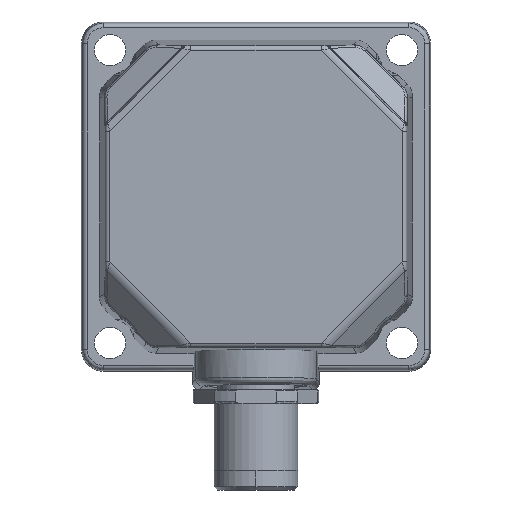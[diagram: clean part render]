
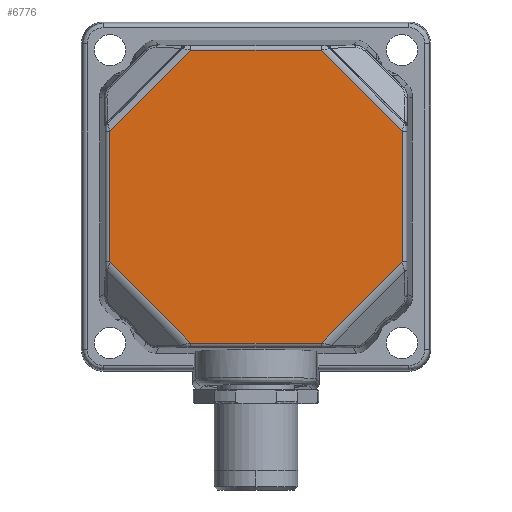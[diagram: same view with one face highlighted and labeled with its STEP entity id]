
A CAD part, front view. The second image highlights one B-rep face of the part: STEP entity #6776.
In plain terms, the highlighted planar face has unit normal (0, -1, 0).
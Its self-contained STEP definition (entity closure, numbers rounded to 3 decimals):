
#3019=DIRECTION('',(0.707,0.,0.707));
#3020=VECTOR('',#3019,16.474);
#3021=CARTESIAN_POINT('',(4.041,-9.375,-20.377));
#3022=LINE('',#3021,#3020);
#3023=DIRECTION('',(1.,0.,0.));
#3024=VECTOR('',#3023,18.621);
#3025=CARTESIAN_POINT('',(15.69,-9.375,-8.729));
#3026=LINE('',#3025,#3024);
#3027=DIRECTION('',(0.707,0.,-0.707));
#3028=VECTOR('',#3027,16.474);
#3029=CARTESIAN_POINT('',(34.31,-9.375,-8.728));
#3030=LINE('',#3029,#3028);
#3031=DIRECTION('',(0.,0.,-1.));
#3032=VECTOR('',#3031,18.621);
#3033=CARTESIAN_POINT('',(45.959,-9.375,-20.377));
#3034=LINE('',#3033,#3032);
#3035=DIRECTION('',(-0.707,0.,-0.707));
#3036=VECTOR('',#3035,16.474);
#3037=CARTESIAN_POINT('',(45.959,-9.375,-38.998));
#3038=LINE('',#3037,#3036);
#3039=DIRECTION('',(-1.,0.,0.));
#3040=VECTOR('',#3039,18.621);
#3041=CARTESIAN_POINT('',(34.31,-9.375,-50.647));
#3042=LINE('',#3041,#3040);
#3043=DIRECTION('',(-0.707,0.,0.707));
#3044=VECTOR('',#3043,16.474);
#3045=CARTESIAN_POINT('',(15.69,-9.375,-50.647));
#3046=LINE('',#3045,#3044);
#3047=DIRECTION('',(0.,0.,1.));
#3048=VECTOR('',#3047,18.621);
#3049=CARTESIAN_POINT('',(4.041,-9.375,-38.998));
#3050=LINE('',#3049,#3048);
#3705=CARTESIAN_POINT('',(15.69,-9.375,-8.729));
#3706=CARTESIAN_POINT('',(4.041,-9.375,-20.377));
#3707=VERTEX_POINT('',#3705);
#3708=VERTEX_POINT('',#3706);
#3709=CARTESIAN_POINT('',(4.041,-9.375,-38.998));
#3710=VERTEX_POINT('',#3709);
#3711=CARTESIAN_POINT('',(15.69,-9.375,-50.647));
#3712=VERTEX_POINT('',#3711);
#3713=CARTESIAN_POINT('',(34.31,-9.375,-50.647));
#3714=VERTEX_POINT('',#3713);
#3715=CARTESIAN_POINT('',(45.959,-9.375,-38.998));
#3716=VERTEX_POINT('',#3715);
#3717=CARTESIAN_POINT('',(45.959,-9.375,-20.377));
#3718=VERTEX_POINT('',#3717);
#3719=CARTESIAN_POINT('',(34.31,-9.375,-8.728));
#3720=VERTEX_POINT('',#3719);
#6753=CARTESIAN_POINT('',(53.625,-9.375,-7.321));
#6754=DIRECTION('',(0.,-1.,0.));
#6755=DIRECTION('',(0.,0.,1.));
#6756=AXIS2_PLACEMENT_3D('',#6753,#6754,#6755);
#6757=PLANE('',#6756);
#6759=ORIENTED_EDGE('',*,*,#6758,.T.);
#6761=ORIENTED_EDGE('',*,*,#6760,.T.);
#6763=ORIENTED_EDGE('',*,*,#6762,.T.);
#6765=ORIENTED_EDGE('',*,*,#6764,.T.);
#6767=ORIENTED_EDGE('',*,*,#6766,.T.);
#6769=ORIENTED_EDGE('',*,*,#6768,.T.);
#6771=ORIENTED_EDGE('',*,*,#6770,.T.);
#6773=ORIENTED_EDGE('',*,*,#6772,.T.);
#6774=EDGE_LOOP('',(#6759,#6761,#6763,#6765,#6767,#6769,#6771,#6773));
#6775=FACE_OUTER_BOUND('',#6774,.F.);
#6776=ADVANCED_FACE('',(#6775),#6757,.T.);
#6758=EDGE_CURVE('',#3708,#3707,#3022,.T.);
#6760=EDGE_CURVE('',#3707,#3720,#3026,.T.);
#6762=EDGE_CURVE('',#3720,#3718,#3030,.T.);
#6764=EDGE_CURVE('',#3718,#3716,#3034,.T.);
#6766=EDGE_CURVE('',#3716,#3714,#3038,.T.);
#6768=EDGE_CURVE('',#3714,#3712,#3042,.T.);
#6770=EDGE_CURVE('',#3712,#3710,#3046,.T.);
#6772=EDGE_CURVE('',#3710,#3708,#3050,.T.);
